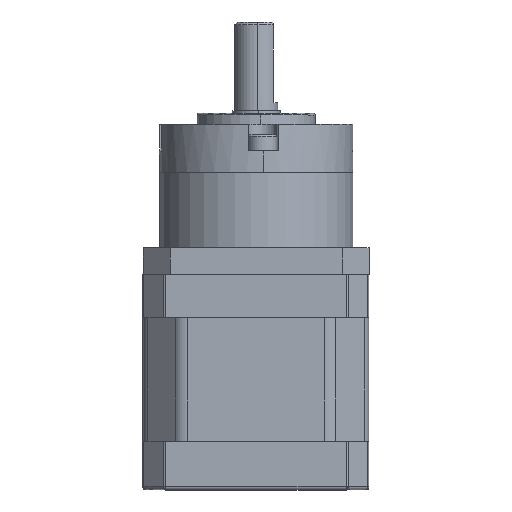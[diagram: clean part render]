
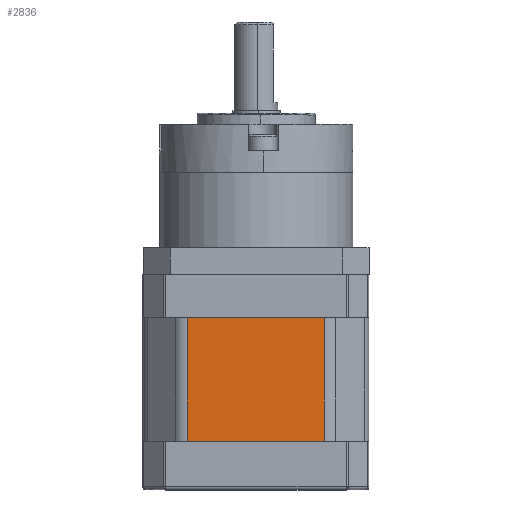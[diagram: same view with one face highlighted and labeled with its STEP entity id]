
A CAD part, top view. The second image highlights one B-rep face of the part: STEP entity #2836.
In plain terms, the highlighted planar face has unit normal (0, 0, 1).
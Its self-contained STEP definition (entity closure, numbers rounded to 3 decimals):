
#752 = VECTOR ( 'NONE', #2780, 1000. ) ;
#900 = VECTOR ( 'NONE', #22999, 1000. ) ;
#2401 = PLANE ( 'NONE',  #15935 ) ;
#2463 = EDGE_CURVE ( 'NONE', #22153, #13682, #2811, .T. ) ;
#2710 = ORIENTED_EDGE ( 'NONE', *, *, #21117, .T. ) ;
#2780 = DIRECTION ( 'NONE',  ( 0., -1., 0. ) ) ;
#2811 = LINE ( 'NONE', #6557, #13709 ) ;
#2836 = ADVANCED_FACE ( 'NONE', ( #3530 ), #2401, .F. ) ;
#3169 = EDGE_CURVE ( 'NONE', #22153, #14219, #19886, .T. ) ;
#3530 = FACE_OUTER_BOUND ( 'NONE', #8281, .T. ) ;
#5034 = EDGE_CURVE ( 'NONE', #13682, #22048, #12234, .T. ) ;
#6477 = CARTESIAN_POINT ( 'NONE',  ( 33.757, 0., 0. ) ) ;
#6557 = CARTESIAN_POINT ( 'NONE',  ( 33.757, 23., 0. ) ) ;
#6858 = ORIENTED_EDGE ( 'NONE', *, *, #2463, .F. ) ;
#7113 = VECTOR ( 'NONE', #23698, 1000. ) ;
#8281 = EDGE_LOOP ( 'NONE', ( #2710, #21648, #6858, #15457 ) ) ;
#10110 = CARTESIAN_POINT ( 'NONE',  ( 33.757, 23., 0. ) ) ;
#10730 = CARTESIAN_POINT ( 'NONE',  ( 8.243, 0., 0. ) ) ;
#11784 = LINE ( 'NONE', #24516, #900 ) ;
#12158 = CARTESIAN_POINT ( 'NONE',  ( 8.243, 23., 0. ) ) ;
#12234 = LINE ( 'NONE', #17998, #7113 ) ;
#13428 = CARTESIAN_POINT ( 'NONE',  ( 33.757, 23., 0. ) ) ;
#13682 = VERTEX_POINT ( 'NONE', #10110 ) ;
#13709 = VECTOR ( 'NONE', #14697, 1000. ) ;
#14117 = CARTESIAN_POINT ( 'NONE',  ( 8.243, 23., 0. ) ) ;
#14219 = VERTEX_POINT ( 'NONE', #10730 ) ;
#14697 = DIRECTION ( 'NONE',  ( 1., 0., 0. ) ) ;
#15457 = ORIENTED_EDGE ( 'NONE', *, *, #3169, .T. ) ;
#15935 = AXIS2_PLACEMENT_3D ( 'NONE', #13428, #19397, #17540 ) ;
#17540 = DIRECTION ( 'NONE',  ( 0., -1., 0. ) ) ;
#17998 = CARTESIAN_POINT ( 'NONE',  ( 33.757, 23., 0. ) ) ;
#19397 = DIRECTION ( 'NONE',  ( 0., 0., -1. ) ) ;
#19886 = LINE ( 'NONE', #12158, #752 ) ;
#21117 = EDGE_CURVE ( 'NONE', #14219, #22048, #11784, .T. ) ;
#21648 = ORIENTED_EDGE ( 'NONE', *, *, #5034, .F. ) ;
#22048 = VERTEX_POINT ( 'NONE', #6477 ) ;
#22153 = VERTEX_POINT ( 'NONE', #14117 ) ;
#22999 = DIRECTION ( 'NONE',  ( 1., 0., 0. ) ) ;
#23698 = DIRECTION ( 'NONE',  ( 0., -1., 0. ) ) ;
#24516 = CARTESIAN_POINT ( 'NONE',  ( 33.757, 0., 0. ) ) ;
